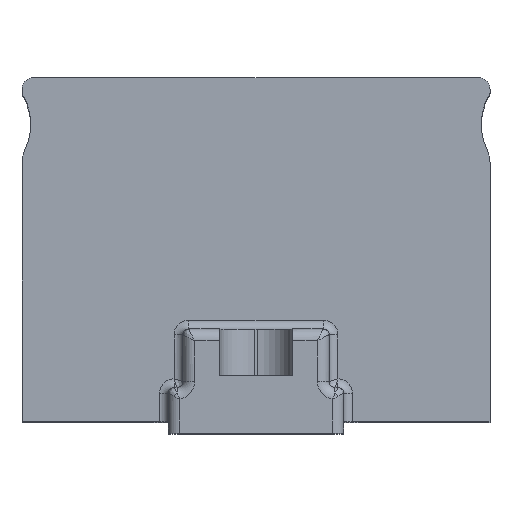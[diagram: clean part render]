
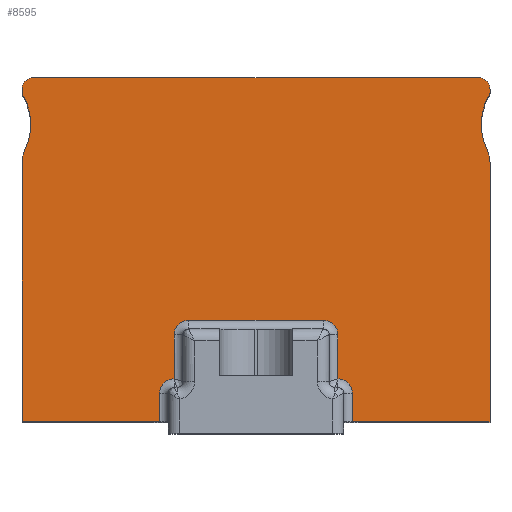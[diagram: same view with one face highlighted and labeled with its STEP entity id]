
A CAD part, top view. The second image highlights one B-rep face of the part: STEP entity #8595.
In plain terms, the highlighted planar face has unit normal (0, 0, 1).
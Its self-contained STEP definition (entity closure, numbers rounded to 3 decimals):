
#869=CARTESIAN_POINT('',(-48.5,52.8,110.));
#870=DIRECTION('',(0.,0.,-1.));
#871=DIRECTION('',(0.857,0.515,0.));
#872=AXIS2_PLACEMENT_3D('',#869,#870,#871);
#874=CARTESIAN_POINT('',(-39.5,58.208,110.));
#875=DIRECTION('',(0.,0.,-1.));
#876=DIRECTION('',(-0.857,-0.515,0.));
#877=AXIS2_PLACEMENT_3D('',#874,#875,#876);
#879=DIRECTION('',(0.,1.,0.));
#880=VECTOR('',#879,0.592);
#881=CARTESIAN_POINT('',(-40.,58.208,110.));
#882=LINE('',#881,#880);
#883=CARTESIAN_POINT('',(-38.,58.8,110.));
#884=DIRECTION('',(0.,0.,-1.));
#885=DIRECTION('',(-1.,0.,0.));
#886=AXIS2_PLACEMENT_3D('',#883,#884,#885);
#888=DIRECTION('',(1.,0.,0.));
#889=VECTOR('',#888,76.);
#890=CARTESIAN_POINT('',(-38.,60.8,110.));
#891=LINE('',#890,#889);
#892=CARTESIAN_POINT('',(38.,58.8,110.));
#893=DIRECTION('',(0.,0.,-1.));
#894=DIRECTION('',(0.,1.,0.));
#895=AXIS2_PLACEMENT_3D('',#892,#893,#894);
#897=DIRECTION('',(0.,-1.,0.));
#898=VECTOR('',#897,0.592);
#899=CARTESIAN_POINT('',(40.,58.8,110.));
#900=LINE('',#899,#898);
#901=CARTESIAN_POINT('',(39.5,58.208,110.));
#902=DIRECTION('',(0.,0.,1.));
#903=DIRECTION('',(0.857,-0.515,0.));
#904=AXIS2_PLACEMENT_3D('',#901,#902,#903);
#906=CARTESIAN_POINT('',(48.5,52.8,110.));
#907=DIRECTION('',(0.,0.,1.));
#908=DIRECTION('',(-0.857,0.515,0.));
#909=AXIS2_PLACEMENT_3D('',#906,#907,#908);
#911=CARTESIAN_POINT('',(35.,46.262,110.));
#912=DIRECTION('',(0.,0.,1.));
#913=DIRECTION('',(1.,0.,0.));
#914=AXIS2_PLACEMENT_3D('',#911,#912,#913);
#916=DIRECTION('',(0.,-1.,0.));
#917=VECTOR('',#916,44.262);
#918=CARTESIAN_POINT('',(40.,46.262,110.));
#919=LINE('',#918,#917);
#920=DIRECTION('',(-1.,0.,0.));
#921=VECTOR('',#920,23.5);
#922=CARTESIAN_POINT('',(40.,2.,110.));
#923=LINE('',#922,#921);
#924=DIRECTION('',(0.,1.,0.));
#925=VECTOR('',#924,4.8);
#926=CARTESIAN_POINT('',(16.5,2.,110.));
#927=LINE('',#926,#925);
#928=CARTESIAN_POINT('',(14.,6.8,110.));
#929=DIRECTION('',(0.,0.,1.));
#930=DIRECTION('',(1.,0.,0.));
#931=AXIS2_PLACEMENT_3D('',#928,#929,#930);
#933=DIRECTION('',(0.,1.,0.));
#934=VECTOR('',#933,7.5);
#935=CARTESIAN_POINT('',(14.,9.3,110.));
#936=LINE('',#935,#934);
#937=CARTESIAN_POINT('',(11.5,16.8,110.));
#938=DIRECTION('',(0.,0.,1.));
#939=DIRECTION('',(1.,0.,0.));
#940=AXIS2_PLACEMENT_3D('',#937,#938,#939);
#942=DIRECTION('',(-1.,0.,0.));
#943=VECTOR('',#942,23.);
#944=CARTESIAN_POINT('',(11.5,19.3,110.));
#945=LINE('',#944,#943);
#946=CARTESIAN_POINT('',(-11.5,16.8,110.));
#947=DIRECTION('',(0.,0.,1.));
#948=DIRECTION('',(0.,1.,0.));
#949=AXIS2_PLACEMENT_3D('',#946,#947,#948);
#951=DIRECTION('',(0.,-1.,0.));
#952=VECTOR('',#951,7.5);
#953=CARTESIAN_POINT('',(-14.,16.8,110.));
#954=LINE('',#953,#952);
#955=CARTESIAN_POINT('',(-14.,6.8,110.));
#956=DIRECTION('',(0.,0.,1.));
#957=DIRECTION('',(0.,1.,0.));
#958=AXIS2_PLACEMENT_3D('',#955,#956,#957);
#960=DIRECTION('',(0.,-1.,0.));
#961=VECTOR('',#960,4.8);
#962=CARTESIAN_POINT('',(-16.5,6.8,110.));
#963=LINE('',#962,#961);
#964=DIRECTION('',(-1.,0.,0.));
#965=VECTOR('',#964,23.5);
#966=CARTESIAN_POINT('',(-16.5,2.,110.));
#967=LINE('',#966,#965);
#968=DIRECTION('',(0.,1.,0.));
#969=VECTOR('',#968,44.262);
#970=CARTESIAN_POINT('',(-40.,2.,110.));
#971=LINE('',#970,#969);
#972=CARTESIAN_POINT('',(-35.,46.262,110.));
#973=DIRECTION('',(0.,0.,-1.));
#974=DIRECTION('',(-1.,0.,0.));
#975=AXIS2_PLACEMENT_3D('',#972,#973,#974);
#6320=CARTESIAN_POINT('',(-38.,60.8,110.));
#6321=CARTESIAN_POINT('',(38.,60.8,110.));
#6322=VERTEX_POINT('',#6320);
#6323=VERTEX_POINT('',#6321);
#6328=CARTESIAN_POINT('',(40.,2.,110.));
#6330=VERTEX_POINT('',#6328);
#6332=CARTESIAN_POINT('',(-40.,2.,110.));
#6334=VERTEX_POINT('',#6332);
#6384=CARTESIAN_POINT('',(-40.,58.8,110.));
#6385=VERTEX_POINT('',#6384);
#6386=CARTESIAN_POINT('',(40.,58.8,110.));
#6387=VERTEX_POINT('',#6386);
#6609=CARTESIAN_POINT('',(16.5,2.,110.));
#6610=CARTESIAN_POINT('',(16.5,6.8,110.));
#6611=VERTEX_POINT('',#6609);
#6612=VERTEX_POINT('',#6610);
#6613=CARTESIAN_POINT('',(14.,9.3,110.));
#6614=VERTEX_POINT('',#6613);
#6619=CARTESIAN_POINT('',(-14.,16.8,110.));
#6620=CARTESIAN_POINT('',(-14.,9.3,110.));
#6621=VERTEX_POINT('',#6619);
#6622=VERTEX_POINT('',#6620);
#6627=CARTESIAN_POINT('',(-11.5,19.3,110.));
#6628=VERTEX_POINT('',#6627);
#6631=CARTESIAN_POINT('',(11.5,19.3,110.));
#6632=VERTEX_POINT('',#6631);
#6635=CARTESIAN_POINT('',(14.,16.8,110.));
#6636=VERTEX_POINT('',#6635);
#6640=CARTESIAN_POINT('',(-16.5,6.8,110.));
#6641=CARTESIAN_POINT('',(-16.5,2.,110.));
#6642=VERTEX_POINT('',#6640);
#6643=VERTEX_POINT('',#6641);
#6651=CARTESIAN_POINT('',(39.929,57.951,110.));
#6652=CARTESIAN_POINT('',(39.5,48.441,110.));
#6653=VERTEX_POINT('',#6651);
#6654=VERTEX_POINT('',#6652);
#6679=CARTESIAN_POINT('',(40.,58.208,110.));
#6680=VERTEX_POINT('',#6679);
#6681=CARTESIAN_POINT('',(40.,46.262,110.));
#6682=VERTEX_POINT('',#6681);
#6719=CARTESIAN_POINT('',(-39.929,57.951,110.));
#6720=CARTESIAN_POINT('',(-39.5,48.441,110.));
#6721=VERTEX_POINT('',#6719);
#6722=VERTEX_POINT('',#6720);
#6747=CARTESIAN_POINT('',(-40.,46.262,110.));
#6748=VERTEX_POINT('',#6747);
#6749=CARTESIAN_POINT('',(-40.,58.208,110.));
#6750=VERTEX_POINT('',#6749);
#8541=CARTESIAN_POINT('',(0.,0.,110.));
#8542=DIRECTION('',(0.,0.,1.));
#8543=DIRECTION('',(1.,0.,0.));
#8544=AXIS2_PLACEMENT_3D('',#8541,#8542,#8543);
#8545=PLANE('',#8544);
#8547=ORIENTED_EDGE('',*,*,#8546,.F.);
#8549=ORIENTED_EDGE('',*,*,#8548,.T.);
#8551=ORIENTED_EDGE('',*,*,#8550,.T.);
#8553=ORIENTED_EDGE('',*,*,#8552,.T.);
#8555=ORIENTED_EDGE('',*,*,#8554,.T.);
#8557=ORIENTED_EDGE('',*,*,#8556,.T.);
#8559=ORIENTED_EDGE('',*,*,#8558,.T.);
#8561=ORIENTED_EDGE('',*,*,#8560,.F.);
#8563=ORIENTED_EDGE('',*,*,#8562,.T.);
#8565=ORIENTED_EDGE('',*,*,#8564,.F.);
#8567=ORIENTED_EDGE('',*,*,#8566,.T.);
#8569=ORIENTED_EDGE('',*,*,#8568,.T.);
#8571=ORIENTED_EDGE('',*,*,#8570,.T.);
#8573=ORIENTED_EDGE('',*,*,#8572,.T.);
#8575=ORIENTED_EDGE('',*,*,#8574,.T.);
#8577=ORIENTED_EDGE('',*,*,#8576,.T.);
#8579=ORIENTED_EDGE('',*,*,#8578,.T.);
#8581=ORIENTED_EDGE('',*,*,#8580,.T.);
#8583=ORIENTED_EDGE('',*,*,#8582,.T.);
#8584=ORIENTED_EDGE('',*,*,#8531,.T.);
#8586=ORIENTED_EDGE('',*,*,#8585,.T.);
#8588=ORIENTED_EDGE('',*,*,#8587,.T.);
#8590=ORIENTED_EDGE('',*,*,#8589,.T.);
#8592=ORIENTED_EDGE('',*,*,#8591,.T.);
#8593=EDGE_LOOP('',(#8547,#8549,#8551,#8553,#8555,#8557,#8559,#8561,#8563,#8565,
#8567,#8569,#8571,#8573,#8575,#8577,#8579,#8581,#8583,#8584,#8586,#8588,#8590,
#8592));
#8594=FACE_OUTER_BOUND('',#8593,.F.);
#8595=ADVANCED_FACE('',(#8594),#8545,.T.);
#873=CIRCLE('',#872,10.);
#878=CIRCLE('',#877,0.5);
#887=CIRCLE('',#886,2.);
#896=CIRCLE('',#895,2.);
#905=CIRCLE('',#904,0.5);
#910=CIRCLE('',#909,10.);
#915=CIRCLE('',#914,5.);
#932=CIRCLE('',#931,2.5);
#941=CIRCLE('',#940,2.5);
#950=CIRCLE('',#949,2.5);
#959=CIRCLE('',#958,2.5);
#976=CIRCLE('',#975,5.);
#8531=EDGE_CURVE('',#6622,#6642,#959,.T.);
#8546=EDGE_CURVE('',#6721,#6722,#873,.T.);
#8548=EDGE_CURVE('',#6721,#6750,#878,.T.);
#8550=EDGE_CURVE('',#6750,#6385,#882,.T.);
#8552=EDGE_CURVE('',#6385,#6322,#887,.T.);
#8554=EDGE_CURVE('',#6322,#6323,#891,.T.);
#8556=EDGE_CURVE('',#6323,#6387,#896,.T.);
#8558=EDGE_CURVE('',#6387,#6680,#900,.T.);
#8560=EDGE_CURVE('',#6653,#6680,#905,.T.);
#8562=EDGE_CURVE('',#6653,#6654,#910,.T.);
#8564=EDGE_CURVE('',#6682,#6654,#915,.T.);
#8566=EDGE_CURVE('',#6682,#6330,#919,.T.);
#8568=EDGE_CURVE('',#6330,#6611,#923,.T.);
#8570=EDGE_CURVE('',#6611,#6612,#927,.T.);
#8572=EDGE_CURVE('',#6612,#6614,#932,.T.);
#8574=EDGE_CURVE('',#6614,#6636,#936,.T.);
#8576=EDGE_CURVE('',#6636,#6632,#941,.T.);
#8578=EDGE_CURVE('',#6632,#6628,#945,.T.);
#8580=EDGE_CURVE('',#6628,#6621,#950,.T.);
#8582=EDGE_CURVE('',#6621,#6622,#954,.T.);
#8585=EDGE_CURVE('',#6642,#6643,#963,.T.);
#8587=EDGE_CURVE('',#6643,#6334,#967,.T.);
#8589=EDGE_CURVE('',#6334,#6748,#971,.T.);
#8591=EDGE_CURVE('',#6748,#6722,#976,.T.);
